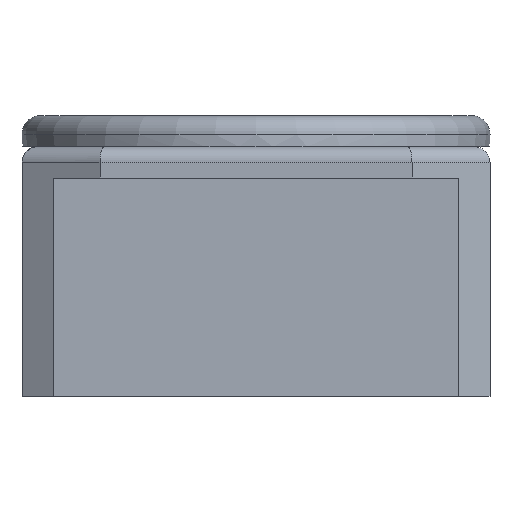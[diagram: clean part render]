
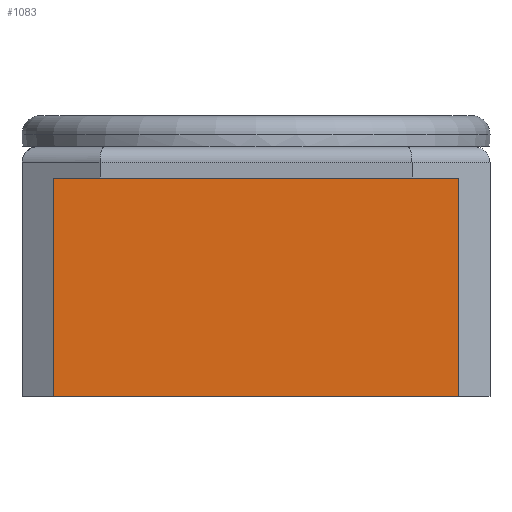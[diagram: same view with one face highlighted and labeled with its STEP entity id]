
A CAD part, left-side view. The second image highlights one B-rep face of the part: STEP entity #1083.
In plain terms, the highlighted planar face has unit normal (-1, 0, 0).
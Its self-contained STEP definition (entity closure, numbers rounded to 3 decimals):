
#13=DIRECTION('',(0.,0.,1.));
#27=VECTOR('',#13,1.);
#140=DIRECTION('',(1.,0.,0.));
#220=VECTOR('',#221,1.);
#221=DIRECTION('',(0.,-1.,0.));
#878=VERTEX_POINT('',#879);
#879=CARTESIAN_POINT('',(-0.85,-0.65,0.01));
#884=VERTEX_POINT('',#885);
#885=CARTESIAN_POINT('',(-0.85,0.65,0.01));
#888=EDGE_CURVE('',#884,#878,#889,.T.);
#889=LINE('',#885,#220);
#939=VERTEX_POINT('',#940);
#940=CARTESIAN_POINT('',(-0.85,0.65,0.71));
#943=EDGE_CURVE('',#884,#939,#944,.T.);
#944=LINE('',#885,#27);
#1068=EDGE_CURVE('',#878,#1069,#1071,.T.);
#1069=VERTEX_POINT('',#1070);
#1070=CARTESIAN_POINT('',(-0.85,-0.65,0.71));
#1071=LINE('',#879,#27);
#1083=ADVANCED_FACE('',(#1084),#1092,.F.);
#1084=FACE_BOUND('',#1085,.F.);
#1085=EDGE_LOOP('',(#1086,#1087,#1090,#1091));
#1086=ORIENTED_EDGE('',*,*,#943,.T.);
#1087=ORIENTED_EDGE('',*,*,#1088,.T.);
#1088=EDGE_CURVE('',#939,#1069,#1089,.T.);
#1089=LINE('',#940,#220);
#1090=ORIENTED_EDGE('',*,*,#1068,.F.);
#1091=ORIENTED_EDGE('',*,*,#888,.F.);
#1092=PLANE('',#1093);
#1093=AXIS2_PLACEMENT_3D('',#885,#140,#221);
